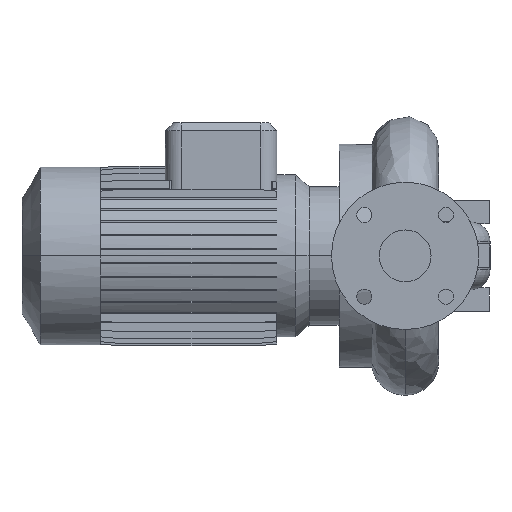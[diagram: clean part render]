
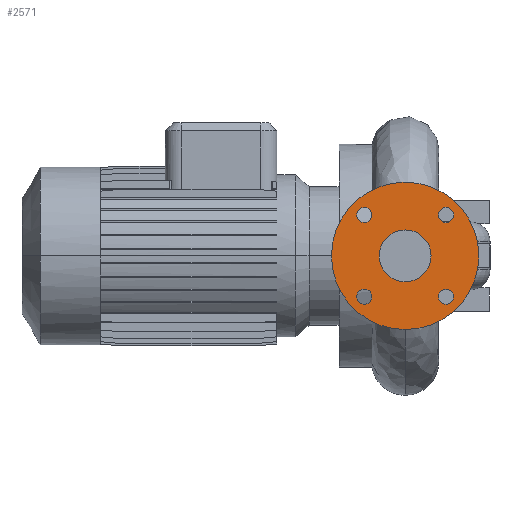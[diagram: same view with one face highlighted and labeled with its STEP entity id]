
A CAD part, left-side view. The second image highlights one B-rep face of the part: STEP entity #2571.
In plain terms, the highlighted planar face has unit normal (-1, 0, 0).
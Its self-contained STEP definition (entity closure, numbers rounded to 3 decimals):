
#87 = AXIS2_PLACEMENT_3D ( 'NONE', #3004, #9069, #125 ) ;
#125 = DIRECTION ( 'NONE',  ( 0., 1., 0. ) ) ;
#186 = ORIENTED_EDGE ( 'NONE', *, *, #1869, .F. ) ;
#329 = FACE_OUTER_BOUND ( 'NONE', #7443, .T. ) ;
#386 = DIRECTION ( 'NONE',  ( 0., 0., 1. ) ) ;
#400 = EDGE_CURVE ( 'NONE', #11695, #5447, #12047, .T. ) ;
#411 = AXIS2_PLACEMENT_3D ( 'NONE', #1767, #5858, #4777 ) ;
#763 = EDGE_CURVE ( 'NONE', #10800, #1104, #5730, .T. ) ;
#970 = CARTESIAN_POINT ( 'NONE',  ( -237.5, -51.265, -60.765 ) ) ;
#1037 = CIRCLE ( 'NONE', #3084, 32.5 ) ;
#1104 = VERTEX_POINT ( 'NONE', #5371 ) ;
#1249 = CARTESIAN_POINT ( 'NONE',  ( -237.5, -51.265, -51.265 ) ) ;
#1281 = FACE_BOUND ( 'NONE', #11591, .T. ) ;
#1369 = VERTEX_POINT ( 'NONE', #11735 ) ;
#1388 = DIRECTION ( 'NONE',  ( 0., 0., 1. ) ) ;
#1478 = EDGE_LOOP ( 'NONE', ( #6854, #11099 ) ) ;
#1659 = AXIS2_PLACEMENT_3D ( 'NONE', #6506, #12378, #11054 ) ;
#1663 = DIRECTION ( 'NONE',  ( -1., 0., 0. ) ) ;
#1708 = FACE_BOUND ( 'NONE', #6119, .T. ) ;
#1754 = EDGE_CURVE ( 'NONE', #1104, #10800, #5527, .T. ) ;
#1767 = CARTESIAN_POINT ( 'NONE',  ( -237.5, -51.265, 51.265 ) ) ;
#1807 = VERTEX_POINT ( 'NONE', #7781 ) ;
#1812 = ORIENTED_EDGE ( 'NONE', *, *, #763, .F. ) ;
#1843 = CIRCLE ( 'NONE', #2045, 9.5 ) ;
#1869 = EDGE_CURVE ( 'NONE', #10642, #12549, #7564, .T. ) ;
#1942 = EDGE_CURVE ( 'NONE', #1807, #5374, #4711, .T. ) ;
#2045 = AXIS2_PLACEMENT_3D ( 'NONE', #12177, #7276, #7335 ) ;
#2178 = EDGE_CURVE ( 'NONE', #12549, #10642, #1843, .T. ) ;
#2215 = CARTESIAN_POINT ( 'NONE',  ( -237.5, -51.265, 41.765 ) ) ;
#2244 = FACE_BOUND ( 'NONE', #1478, .T. ) ;
#2370 = ORIENTED_EDGE ( 'NONE', *, *, #1942, .F. ) ;
#2393 = DIRECTION ( 'NONE',  ( 0., 1., 0. ) ) ;
#2431 = DIRECTION ( 'NONE',  ( 0., 1., 0. ) ) ;
#2517 = DIRECTION ( 'NONE',  ( 0., 0., 1. ) ) ;
#2542 = DIRECTION ( 'NONE',  ( -1., 0., 0. ) ) ;
#2571 = ADVANCED_FACE ( 'NONE', ( #2244, #1281, #329, #11355, #1708, #8135 ), #2604, .F. ) ;
#2604 = PLANE ( 'NONE',  #1659 ) ;
#2638 = CARTESIAN_POINT ( 'NONE',  ( -237.5, -51.265, -51.265 ) ) ;
#2877 = CARTESIAN_POINT ( 'NONE',  ( -237.5, -92.5, 0. ) ) ;
#3004 = CARTESIAN_POINT ( 'NONE',  ( -237.5, 0., 0. ) ) ;
#3084 = AXIS2_PLACEMENT_3D ( 'NONE', #11177, #6397, #2431 ) ;
#3245 = DIRECTION ( 'NONE',  ( -1., 0., 0. ) ) ;
#3345 = EDGE_LOOP ( 'NONE', ( #186, #8457 ) ) ;
#3504 = CARTESIAN_POINT ( 'NONE',  ( -237.5, 51.265, -51.265 ) ) ;
#3712 = DIRECTION ( 'NONE',  ( 0., 0., 1. ) ) ;
#4081 = DIRECTION ( 'NONE',  ( 1., 0., 0. ) ) ;
#4286 = CARTESIAN_POINT ( 'NONE',  ( -237.5, 51.265, -60.765 ) ) ;
#4339 = EDGE_CURVE ( 'NONE', #8799, #8556, #10856, .T. ) ;
#4711 = CIRCLE ( 'NONE', #5329, 9.5 ) ;
#4713 = AXIS2_PLACEMENT_3D ( 'NONE', #9144, #1663, #3712 ) ;
#4777 = DIRECTION ( 'NONE',  ( 0., 0., 1. ) ) ;
#4784 = CIRCLE ( 'NONE', #87, 92.5 ) ;
#4961 = CARTESIAN_POINT ( 'NONE',  ( -237.5, 51.265, 60.765 ) ) ;
#5040 = CARTESIAN_POINT ( 'NONE',  ( -237.5, 0., 0. ) ) ;
#5329 = AXIS2_PLACEMENT_3D ( 'NONE', #1249, #3245, #9043 ) ;
#5371 = CARTESIAN_POINT ( 'NONE',  ( -237.5, 51.265, -41.765 ) ) ;
#5374 = VERTEX_POINT ( 'NONE', #970 ) ;
#5390 = AXIS2_PLACEMENT_3D ( 'NONE', #6177, #10953, #10136 ) ;
#5447 = VERTEX_POINT ( 'NONE', #11825 ) ;
#5527 = CIRCLE ( 'NONE', #9790, 9.5 ) ;
#5673 = AXIS2_PLACEMENT_3D ( 'NONE', #2638, #6539, #2517 ) ;
#5730 = CIRCLE ( 'NONE', #4713, 9.5 ) ;
#5858 = DIRECTION ( 'NONE',  ( -1., 0., 0. ) ) ;
#6119 = EDGE_LOOP ( 'NONE', ( #2370, #6273 ) ) ;
#6177 = CARTESIAN_POINT ( 'NONE',  ( -237.5, 51.265, 51.265 ) ) ;
#6212 = ORIENTED_EDGE ( 'NONE', *, *, #10725, .F. ) ;
#6273 = ORIENTED_EDGE ( 'NONE', *, *, #9009, .F. ) ;
#6291 = DIRECTION ( 'NONE',  ( 1., 0., 0. ) ) ;
#6397 = DIRECTION ( 'NONE',  ( 1., 0., 0. ) ) ;
#6506 = CARTESIAN_POINT ( 'NONE',  ( -237.5, 32.5, 0. ) ) ;
#6539 = DIRECTION ( 'NONE',  ( -1., 0., 0. ) ) ;
#6547 = AXIS2_PLACEMENT_3D ( 'NONE', #5040, #4081, #7979 ) ;
#6854 = ORIENTED_EDGE ( 'NONE', *, *, #8289, .F. ) ;
#7276 = DIRECTION ( 'NONE',  ( -1., 0., 0. ) ) ;
#7285 = ORIENTED_EDGE ( 'NONE', *, *, #8390, .T. ) ;
#7335 = DIRECTION ( 'NONE',  ( 0., 0., 1. ) ) ;
#7443 = EDGE_LOOP ( 'NONE', ( #6212, #10190 ) ) ;
#7564 = CIRCLE ( 'NONE', #411, 9.5 ) ;
#7639 = CIRCLE ( 'NONE', #5390, 9.5 ) ;
#7712 = CARTESIAN_POINT ( 'NONE',  ( -237.5, 32.5, 0. ) ) ;
#7781 = CARTESIAN_POINT ( 'NONE',  ( -237.5, -51.265, -41.765 ) ) ;
#7804 = CARTESIAN_POINT ( 'NONE',  ( -237.5, -51.265, 60.765 ) ) ;
#7979 = DIRECTION ( 'NONE',  ( 0., 1., 0. ) ) ;
#8135 = FACE_BOUND ( 'NONE', #3345, .T. ) ;
#8289 = EDGE_CURVE ( 'NONE', #11067, #1369, #10617, .T. ) ;
#8380 = AXIS2_PLACEMENT_3D ( 'NONE', #11052, #10108, #386 ) ;
#8390 = EDGE_CURVE ( 'NONE', #8556, #8799, #1037, .T. ) ;
#8446 = ORIENTED_EDGE ( 'NONE', *, *, #4339, .T. ) ;
#8457 = ORIENTED_EDGE ( 'NONE', *, *, #2178, .F. ) ;
#8556 = VERTEX_POINT ( 'NONE', #12369 ) ;
#8799 = VERTEX_POINT ( 'NONE', #7712 ) ;
#8821 = AXIS2_PLACEMENT_3D ( 'NONE', #10253, #6291, #2393 ) ;
#9009 = EDGE_CURVE ( 'NONE', #5374, #1807, #9542, .T. ) ;
#9043 = DIRECTION ( 'NONE',  ( 0., 0., 1. ) ) ;
#9069 = DIRECTION ( 'NONE',  ( 1., 0., 0. ) ) ;
#9144 = CARTESIAN_POINT ( 'NONE',  ( -237.5, 51.265, -51.265 ) ) ;
#9542 = CIRCLE ( 'NONE', #5673, 9.5 ) ;
#9790 = AXIS2_PLACEMENT_3D ( 'NONE', #3504, #2542, #1388 ) ;
#10108 = DIRECTION ( 'NONE',  ( -1., 0., 0. ) ) ;
#10136 = DIRECTION ( 'NONE',  ( 0., 0., 1. ) ) ;
#10190 = ORIENTED_EDGE ( 'NONE', *, *, #400, .F. ) ;
#10253 = CARTESIAN_POINT ( 'NONE',  ( -237.5, 0., 0. ) ) ;
#10617 = CIRCLE ( 'NONE', #8380, 9.5 ) ;
#10642 = VERTEX_POINT ( 'NONE', #7804 ) ;
#10725 = EDGE_CURVE ( 'NONE', #5447, #11695, #4784, .T. ) ;
#10800 = VERTEX_POINT ( 'NONE', #4286 ) ;
#10856 = CIRCLE ( 'NONE', #8821, 32.5 ) ;
#10953 = DIRECTION ( 'NONE',  ( -1., 0., 0. ) ) ;
#11052 = CARTESIAN_POINT ( 'NONE',  ( -237.5, 51.265, 51.265 ) ) ;
#11054 = DIRECTION ( 'NONE',  ( 0., 1., 0. ) ) ;
#11067 = VERTEX_POINT ( 'NONE', #4961 ) ;
#11099 = ORIENTED_EDGE ( 'NONE', *, *, #11159, .F. ) ;
#11159 = EDGE_CURVE ( 'NONE', #1369, #11067, #7639, .T. ) ;
#11177 = CARTESIAN_POINT ( 'NONE',  ( -237.5, 0., 0. ) ) ;
#11355 = FACE_BOUND ( 'NONE', #12446, .T. ) ;
#11448 = ORIENTED_EDGE ( 'NONE', *, *, #1754, .F. ) ;
#11591 = EDGE_LOOP ( 'NONE', ( #11448, #1812 ) ) ;
#11695 = VERTEX_POINT ( 'NONE', #2877 ) ;
#11735 = CARTESIAN_POINT ( 'NONE',  ( -237.5, 51.265, 41.765 ) ) ;
#11825 = CARTESIAN_POINT ( 'NONE',  ( -237.5, 92.5, 0. ) ) ;
#12047 = CIRCLE ( 'NONE', #6547, 92.5 ) ;
#12177 = CARTESIAN_POINT ( 'NONE',  ( -237.5, -51.265, 51.265 ) ) ;
#12369 = CARTESIAN_POINT ( 'NONE',  ( -237.5, -32.5, 0. ) ) ;
#12378 = DIRECTION ( 'NONE',  ( 1., 0., 0. ) ) ;
#12446 = EDGE_LOOP ( 'NONE', ( #8446, #7285 ) ) ;
#12549 = VERTEX_POINT ( 'NONE', #2215 ) ;
